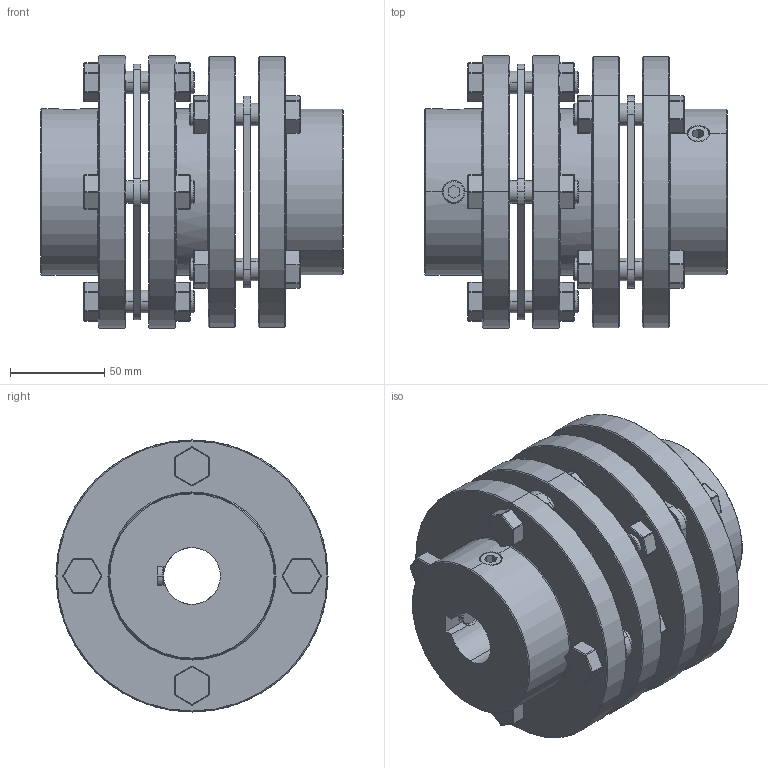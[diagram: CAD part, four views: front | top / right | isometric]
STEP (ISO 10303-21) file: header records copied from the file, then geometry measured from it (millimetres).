
FILE_DESCRIPTION (( 'STEP AP203' ), '1' );
FILE_NAME ('CL11-144k_Double.step', '2011-08-10T07:14:58', ( '' ), ( '' ), 'SwSTEP 2.0', 'SolidWorks 2010', '' );
FILE_SCHEMA (( 'CONFIG_CONTROL_DESIGN' ));
Length unit declared in the file: millimetre
Products named in the file (1): CL11-144k_Double
Bounding box: 160 x 144 x 144 mm (x, y, z)
Volume: 1436989.9 mm3; surface area: 222325.9 mm2
Topology: 1 solids, 1 shells, 660 faces, 1536 edges, 888 vertices
Faces by surface type: cylinder 314, plane 190, sphere 96, cone 60
Entity records: 18873 total; most frequent: CARTESIAN_POINT 3573, DIRECTION 3470, ORIENTED_EDGE 2976, EDGE_CURVE 1488, AXIS2_PLACEMENT_3D 1337, VERTEX_POINT 872, VECTOR 796, LINE 796
